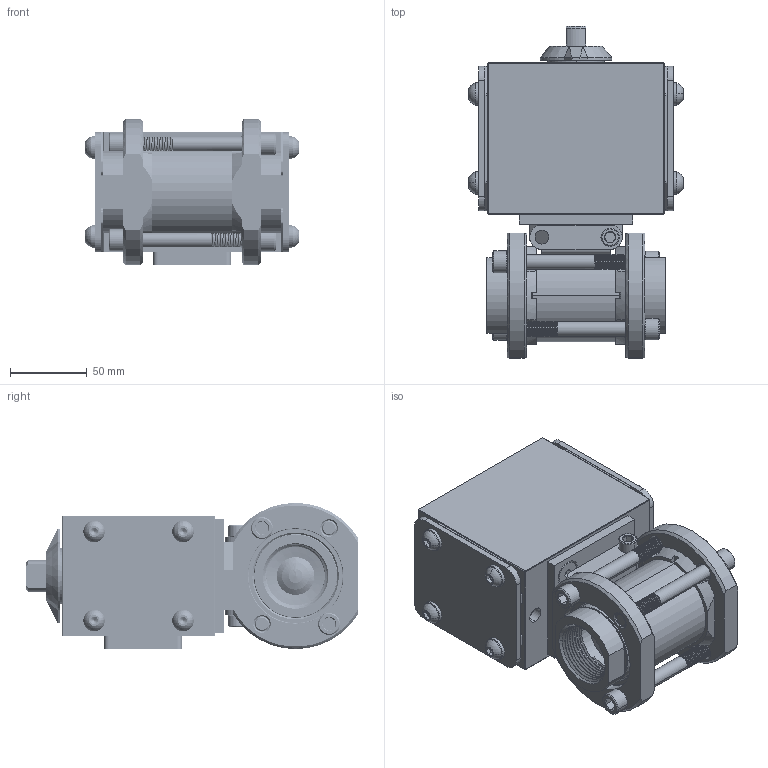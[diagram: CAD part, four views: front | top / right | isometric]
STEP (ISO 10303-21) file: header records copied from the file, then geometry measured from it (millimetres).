
FILE_DESCRIPTION (( 'STEP AP203' ), '1' );
FILE_NAME ('21XXSESA522D.step', '2018-03-15T11:35:51', ( '' ), ( '' ), 'SwSTEP 2.0', 'SolidWorks 2017', '' );
FILE_SCHEMA (( 'CONFIG_CONTROL_DESIGN' ));
Length unit declared in the file: inch
Products named in the file (1): 21XXSESA522D
Bounding box: 139.51 x 216.09 x 95.25 mm (x, y, z)
Volume: 963755.2 mm3; surface area: 326129.3 mm2
Topology: 46 solids, 46 shells, 2483 faces, 6460 edges, 4096 vertices
Faces by surface type: cylinder 1268, plane 684, cone 389, torus 62, bspline 62, sphere 18
Entity records: 115542 total; most frequent: CARTESIAN_POINT 57979, ORIENTED_EDGE 12780, DIRECTION 11446, EDGE_CURVE 6390, AXIS2_PLACEMENT_3D 4274, VERTEX_POINT 4092, VECTOR 2898, LINE 2898
